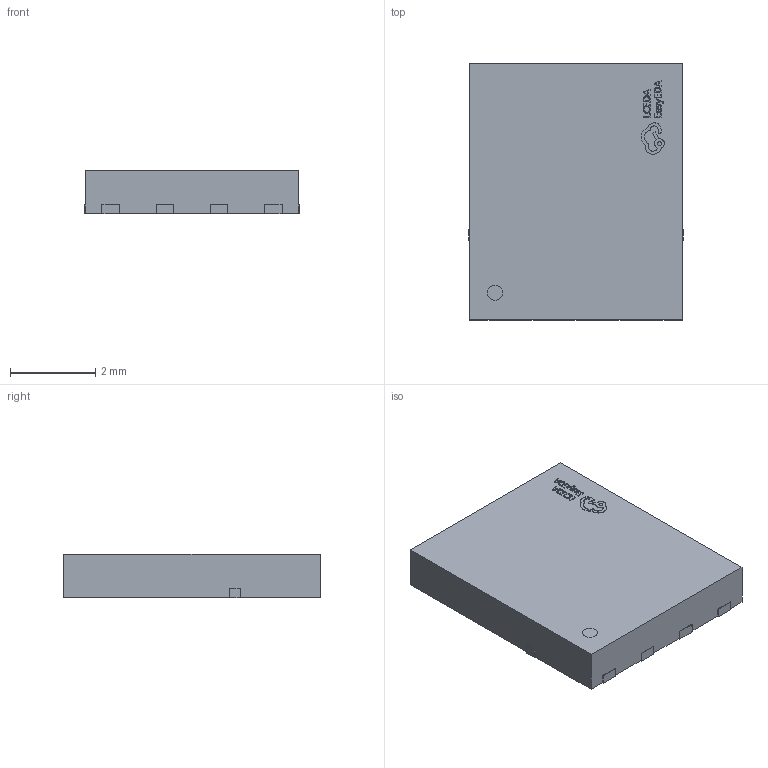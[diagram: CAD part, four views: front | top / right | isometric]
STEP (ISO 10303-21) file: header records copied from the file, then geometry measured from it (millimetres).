
FILE_DESCRIPTION (( 'STEP AP214' ), '1' );
FILE_NAME ('PDFN-8_L6.0-W5.0-P1.27-BL-A.step', '2022-06-30T13:48:48', ( '' ), ( '' ), 'SwSTEP 2.0', 'SolidWorks 2020', '' );
FILE_SCHEMA (( 'AUTOMOTIVE_DESIGN' ));
Length unit declared in the file: millimetre
Products named in the file (1): PDFN-8_L6.0-W5.0-P1.27-BL-A
Bounding box: 5.02 x 6.02 x 1.03 mm (x, y, z)
Volume: 30.4 mm3; surface area: 82.9 mm2
Topology: 1 solids, 1 shells, 357 faces, 984 edges, 656 vertices
Faces by surface type: plane 243, bspline 112, cylinder 2
Entity records: 16395 total; most frequent: CARTESIAN_POINT 4102, ORIENTED_EDGE 1968, DIRECTION 1252, EDGE_CURVE 984, LINE 752, VECTOR 752, VERTEX_POINT 656, EDGE_LOOP 384
